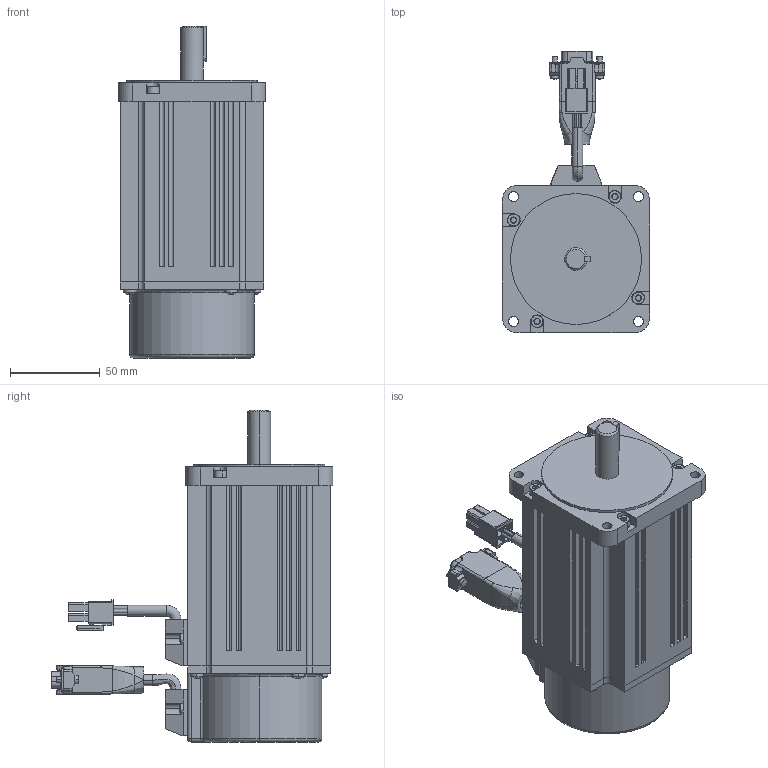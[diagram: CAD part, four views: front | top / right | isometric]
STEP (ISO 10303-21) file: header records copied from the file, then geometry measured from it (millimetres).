
FILE_DESCRIPTION (( 'STEP AP214' ), '1' );
FILE_NAME ('EP34-2A-MX2500-CN-001.STEP', '2022-06-23T15:52:27', ( '' ), ( '' ), 'SwSTEP 2.0', 'SolidWorks 2019', '' );
FILE_SCHEMA (( 'AUTOMOTIVE_DESIGN' ));
Length unit declared in the file: millimetre
Products named in the file (13): Cable stain relief; cross recessed small pan head screws gb_GB_CROSS_SCREWS_TYPE3 M3X5-5-N; M4X5-5-N; 1700010104; EP34-2B; 5748677-1; 748364-1; Encoder cable; key 3.175 mm; M4 x 8 SHCS_91290A140; Power cable; EP80 end bell; EP34-2A-MX2500-CN-001
Assembly tree (22 placements, depth 2):
  EP34-2A-MX2500-CN-001
    EP34-2B
    EP80 end bell
    M4X5-5-N  x4
    Cable stain relief  x2
    cross recessed small pan head screws gb_GB_CROSS_SCREWS_TYPE3 M3X5-5-N  x4
    Power cable
    Encoder cable
    M4 x 8 SHCS_91290A140  x4
    5748677-1
    748364-1
    key 3.175 mm
    1700010104
Bounding box: 82 x 156.99 x 185.15 mm (x, y, z)
Volume: 683164.1 mm3; surface area: 129913 mm2
Topology: 18 solids, 26 shells, 1574 faces, 4109 edges, 2683 vertices
Faces by surface type: plane 803, cylinder 605, bspline 86, cone 66, torus 12, sphere 2
Entity records: 42387 total; most frequent: CARTESIAN_POINT 10991, ORIENTED_EDGE 5968, DIRECTION 5721, EDGE_CURVE 2991, LINE 1953, VECTOR 1953, VERTEX_POINT 1952, AXIS2_PLACEMENT_3D 1884
